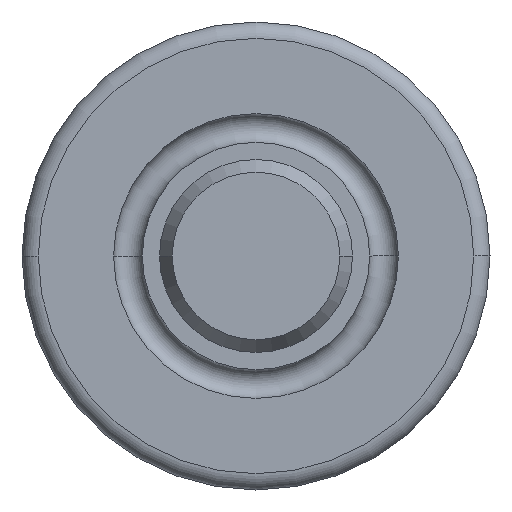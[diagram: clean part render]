
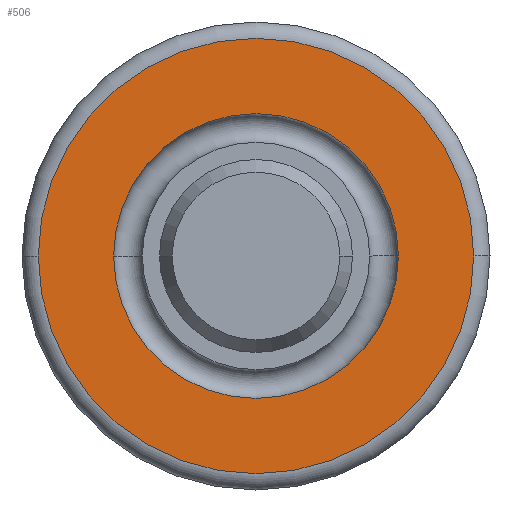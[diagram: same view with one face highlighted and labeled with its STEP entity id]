
A CAD part, left-side view. The second image highlights one B-rep face of the part: STEP entity #506.
In plain terms, the highlighted planar face has unit normal (-1, 0, 0).
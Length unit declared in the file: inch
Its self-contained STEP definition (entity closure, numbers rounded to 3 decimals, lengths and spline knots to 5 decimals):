
#6 = DIRECTION ( 'NONE',  ( 1., 0., 0. ) ) ;
#41 = VERTEX_POINT ( 'NONE', #221 ) ;
#53 = CARTESIAN_POINT ( 'NONE',  ( 0., 0.24422, 0. ) ) ;
#61 = VERTEX_POINT ( 'NONE', #53 ) ;
#113 = ORIENTED_EDGE ( 'NONE', *, *, #518, .F. ) ;
#116 = FACE_OUTER_BOUND ( 'NONE', #184, .T. ) ;
#120 = DIRECTION ( 'NONE',  ( 0., -1., 0. ) ) ;
#139 = CIRCLE ( 'NONE', #510, 0.24422 ) ;
#152 = EDGE_LOOP ( 'NONE', ( #742, #585 ) ) ;
#184 = EDGE_LOOP ( 'NONE', ( #113, #408 ) ) ;
#205 = DIRECTION ( 'NONE',  ( 0., 1., 0. ) ) ;
#221 = CARTESIAN_POINT ( 'NONE',  ( 0., 0.15974, 0. ) ) ;
#226 = VERTEX_POINT ( 'NONE', #914 ) ;
#237 = EDGE_CURVE ( 'NONE', #41, #226, #428, .T. ) ;
#268 = CARTESIAN_POINT ( 'NONE',  ( 0., 0., 0. ) ) ;
#274 = PLANE ( 'NONE',  #367 ) ;
#300 = EDGE_CURVE ( 'NONE', #556, #61, #575, .T. ) ;
#367 = AXIS2_PLACEMENT_3D ( 'NONE', #580, #881, #120 ) ;
#402 = EDGE_CURVE ( 'NONE', #226, #41, #934, .T. ) ;
#406 = DIRECTION ( 'NONE',  ( 0., 1., 0. ) ) ;
#408 = ORIENTED_EDGE ( 'NONE', *, *, #300, .F. ) ;
#427 = CARTESIAN_POINT ( 'NONE',  ( 0., 0., 0. ) ) ;
#428 = CIRCLE ( 'NONE', #967, 0.15974 ) ;
#505 = DIRECTION ( 'NONE',  ( 1., 0., 0. ) ) ;
#506 = ADVANCED_FACE ( 'NONE', ( #593, #116 ), #274, .T. ) ;
#510 = AXIS2_PLACEMENT_3D ( 'NONE', #427, #903, #681 ) ;
#518 = EDGE_CURVE ( 'NONE', #61, #556, #139, .T. ) ;
#556 = VERTEX_POINT ( 'NONE', #692 ) ;
#575 = CIRCLE ( 'NONE', #637, 0.24422 ) ;
#580 = CARTESIAN_POINT ( 'NONE',  ( 0., 0.15974, 0. ) ) ;
#585 = ORIENTED_EDGE ( 'NONE', *, *, #402, .T. ) ;
#593 = FACE_BOUND ( 'NONE', #152, .T. ) ;
#621 = CARTESIAN_POINT ( 'NONE',  ( 0., 0., 0. ) ) ;
#625 = CARTESIAN_POINT ( 'NONE',  ( 0., 0., 0. ) ) ;
#636 = DIRECTION ( 'NONE',  ( 1., 0., 0. ) ) ;
#637 = AXIS2_PLACEMENT_3D ( 'NONE', #625, #636, #406 ) ;
#681 = DIRECTION ( 'NONE',  ( 0., 1., 0. ) ) ;
#692 = CARTESIAN_POINT ( 'NONE',  ( 0., -0.24422, 0. ) ) ;
#742 = ORIENTED_EDGE ( 'NONE', *, *, #237, .T. ) ;
#747 = AXIS2_PLACEMENT_3D ( 'NONE', #268, #505, #952 ) ;
#881 = DIRECTION ( 'NONE',  ( -1., 0., 0. ) ) ;
#903 = DIRECTION ( 'NONE',  ( 1., 0., 0. ) ) ;
#914 = CARTESIAN_POINT ( 'NONE',  ( 0., -0.15974, 0. ) ) ;
#934 = CIRCLE ( 'NONE', #747, 0.15974 ) ;
#952 = DIRECTION ( 'NONE',  ( 0., 1., 0. ) ) ;
#967 = AXIS2_PLACEMENT_3D ( 'NONE', #621, #6, #205 ) ;
